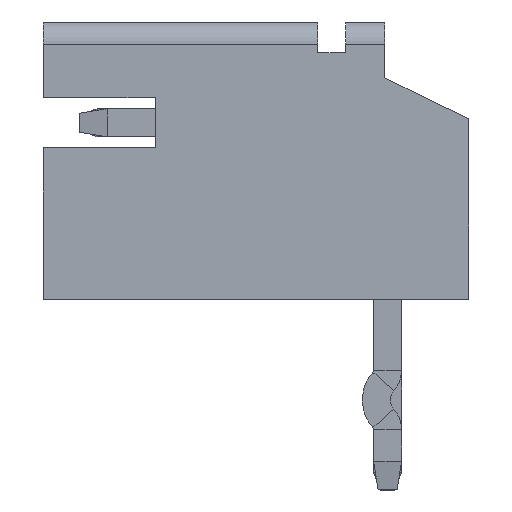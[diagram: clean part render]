
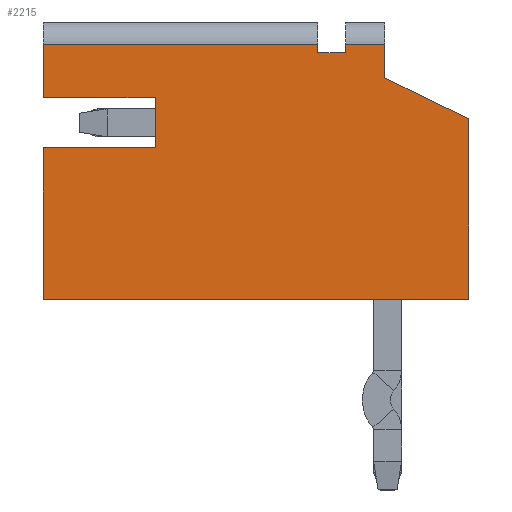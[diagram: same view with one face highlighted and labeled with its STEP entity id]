
A CAD part, left-side view. The second image highlights one B-rep face of the part: STEP entity #2215.
In plain terms, the highlighted planar face has unit normal (-1, 0, 0).
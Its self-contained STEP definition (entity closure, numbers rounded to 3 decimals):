
#486=CARTESIAN_POINT('',(-11.,0.,1.95));
#487=VERTEX_POINT('',#486);
#495=CARTESIAN_POINT('',(-11.,0.,1.35));
#496=VERTEX_POINT('',#495);
#497=CARTESIAN_POINT('',(-11.,0.,1.95));
#498=DIRECTION('',(0.,0.,-1.));
#499=VECTOR('',#498,0.6);
#500=LINE('',#497,#499);
#501=EDGE_CURVE('',#487,#496,#500,.T.);
#1758=CARTESIAN_POINT('',(-11.,4.1,1.));
#1759=VERTEX_POINT('',#1758);
#1766=CARTESIAN_POINT('',(-11.,6.1,1.));
#1767=VERTEX_POINT('',#1766);
#1768=CARTESIAN_POINT('',(-11.,4.1,1.));
#1769=DIRECTION('',(0.,1.,0.));
#1770=VECTOR('',#1769,2.);
#1771=LINE('',#1768,#1770);
#1772=EDGE_CURVE('',#1759,#1767,#1771,.T.);
#1994=CARTESIAN_POINT('',(-11.,6.1,0.1));
#1995=VERTEX_POINT('',#1994);
#2002=CARTESIAN_POINT('',(-11.,4.1,0.1));
#2003=VERTEX_POINT('',#2002);
#2004=CARTESIAN_POINT('',(-11.,6.1,0.1));
#2005=DIRECTION('',(0.,-1.,0.));
#2006=VECTOR('',#2005,2.);
#2007=LINE('',#2004,#2006);
#2008=EDGE_CURVE('',#1995,#2003,#2007,.T.);
#2102=CARTESIAN_POINT('',(-11.,4.1,0.1));
#2103=DIRECTION('',(0.,0.,1.));
#2104=VECTOR('',#2103,0.9);
#2105=LINE('',#2102,#2104);
#2106=EDGE_CURVE('',#2003,#1759,#2105,.T.);
#2128=CARTESIAN_POINT('',(-11.,0.,-2.35));
#2129=DIRECTION('',(0.,0.,1.));
#2130=DIRECTION('',(-1.,0.,0.));
#2131=AXIS2_PLACEMENT_3D('',#2128,#2130,#2129);
#2132=PLANE('',#2131);
#2133=CARTESIAN_POINT('',(-11.,0.7,1.95));
#2134=VERTEX_POINT('',#2133);
#2135=CARTESIAN_POINT('',(-11.,0.,1.95));
#2136=DIRECTION('',(0.,1.,0.));
#2137=VECTOR('',#2136,0.7);
#2138=LINE('',#2135,#2137);
#2139=EDGE_CURVE('',#487,#2134,#2138,.T.);
#2140=ORIENTED_EDGE('',*,*,#2139,.T.);
#2141=CARTESIAN_POINT('',(-11.,0.7,1.8));
#2142=VERTEX_POINT('',#2141);
#2143=CARTESIAN_POINT('',(-11.,0.7,1.95));
#2144=DIRECTION('',(0.,0.,-1.));
#2145=VECTOR('',#2144,0.15);
#2146=LINE('',#2143,#2145);
#2147=EDGE_CURVE('',#2134,#2142,#2146,.T.);
#2148=ORIENTED_EDGE('',*,*,#2147,.T.);
#2149=CARTESIAN_POINT('',(-11.,1.2,1.8));
#2150=VERTEX_POINT('',#2149);
#2151=CARTESIAN_POINT('',(-11.,0.7,1.8));
#2152=DIRECTION('',(0.,1.,0.));
#2153=VECTOR('',#2152,0.5);
#2154=LINE('',#2151,#2153);
#2155=EDGE_CURVE('',#2142,#2150,#2154,.T.);
#2156=ORIENTED_EDGE('',*,*,#2155,.T.);
#2157=CARTESIAN_POINT('',(-11.,1.2,1.95));
#2158=VERTEX_POINT('',#2157);
#2159=CARTESIAN_POINT('',(-11.,1.2,1.8));
#2160=DIRECTION('',(0.,0.,1.));
#2161=VECTOR('',#2160,0.15);
#2162=LINE('',#2159,#2161);
#2163=EDGE_CURVE('',#2150,#2158,#2162,.T.);
#2164=ORIENTED_EDGE('',*,*,#2163,.T.);
#2165=CARTESIAN_POINT('',(-11.,6.1,1.95));
#2166=VERTEX_POINT('',#2165);
#2167=CARTESIAN_POINT('',(-11.,1.2,1.95));
#2168=DIRECTION('',(0.,1.,0.));
#2169=VECTOR('',#2168,4.9);
#2170=LINE('',#2167,#2169);
#2171=EDGE_CURVE('',#2158,#2166,#2170,.T.);
#2172=ORIENTED_EDGE('',*,*,#2171,.T.);
#2173=CARTESIAN_POINT('',(-11.,6.1,1.95));
#2174=DIRECTION('',(0.,0.,-1.));
#2175=VECTOR('',#2174,0.95);
#2176=LINE('',#2173,#2175);
#2177=EDGE_CURVE('',#2166,#1767,#2176,.T.);
#2178=ORIENTED_EDGE('',*,*,#2177,.T.);
#2179=ORIENTED_EDGE('',*,*,#1772,.F.);
#2180=ORIENTED_EDGE('',*,*,#2106,.F.);
#2181=ORIENTED_EDGE('',*,*,#2008,.F.);
#2182=CARTESIAN_POINT('',(-11.,6.1,-2.6));
#2183=VERTEX_POINT('',#2182);
#2184=CARTESIAN_POINT('',(-11.,6.1,0.1));
#2185=DIRECTION('',(0.,0.,-1.));
#2186=VECTOR('',#2185,2.7);
#2187=LINE('',#2184,#2186);
#2188=EDGE_CURVE('',#1995,#2183,#2187,.T.);
#2189=ORIENTED_EDGE('',*,*,#2188,.T.);
#2190=CARTESIAN_POINT('',(-11.,-1.5,-2.6));
#2191=VERTEX_POINT('',#2190);
#2192=CARTESIAN_POINT('',(-11.,6.1,-2.6));
#2193=DIRECTION('',(0.,-1.,0.));
#2194=VECTOR('',#2193,7.6);
#2195=LINE('',#2192,#2194);
#2196=EDGE_CURVE('',#2183,#2191,#2195,.T.);
#2197=ORIENTED_EDGE('',*,*,#2196,.T.);
#2198=CARTESIAN_POINT('',(-11.,-1.5,0.62));
#2199=VERTEX_POINT('',#2198);
#2200=CARTESIAN_POINT('',(-11.,-1.5,-2.6));
#2201=DIRECTION('',(0.,0.,1.));
#2202=VECTOR('',#2201,3.22);
#2203=LINE('',#2200,#2202);
#2204=EDGE_CURVE('',#2191,#2199,#2203,.T.);
#2205=ORIENTED_EDGE('',*,*,#2204,.T.);
#2206=CARTESIAN_POINT('',(-11.,-1.5,0.62));
#2207=DIRECTION('',(0.,0.899,0.438));
#2208=VECTOR('',#2207,1.668);
#2209=LINE('',#2206,#2208);
#2210=EDGE_CURVE('',#2199,#496,#2209,.T.);
#2211=ORIENTED_EDGE('',*,*,#2210,.T.);
#2212=ORIENTED_EDGE('',*,*,#501,.F.);
#2213=EDGE_LOOP('',(#2140,#2148,#2156,#2164,#2172,#2178,#2179,#2180,#2181,#2189,#2197,#2205,#2211,#2212));
#2214=FACE_OUTER_BOUND('',#2213,.T.);
#2215=ADVANCED_FACE('',(#2214),#2132,.T.);
